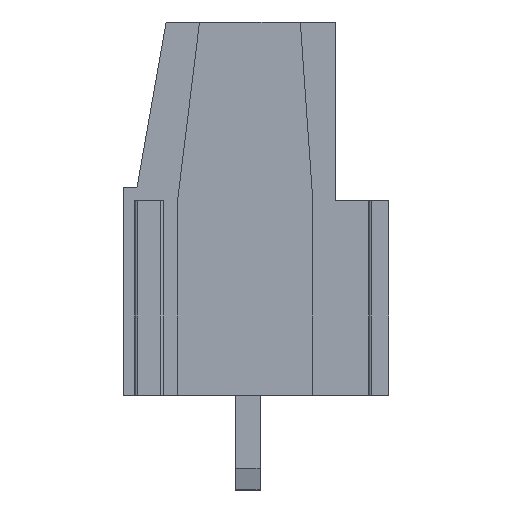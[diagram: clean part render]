
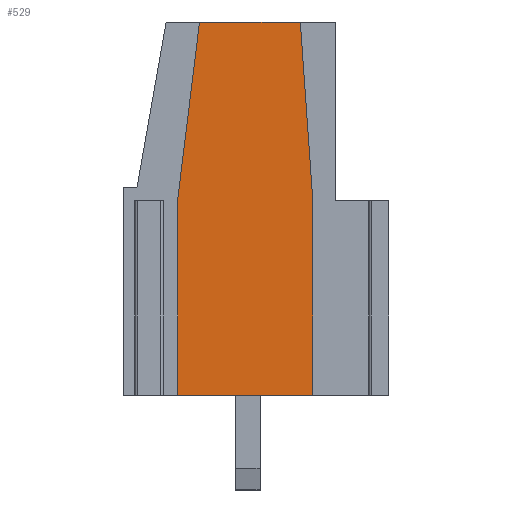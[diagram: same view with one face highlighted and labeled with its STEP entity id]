
A CAD part, left-side view. The second image highlights one B-rep face of the part: STEP entity #529.
In plain terms, the highlighted planar face has unit normal (-1, 0, 0).
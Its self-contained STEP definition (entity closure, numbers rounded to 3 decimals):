
#529 = ADVANCED_FACE( '', ( #1039 ), #1040, .F. );
#1039 = FACE_OUTER_BOUND( '', #1547, .T. );
#1040 = PLANE( '', #1548 );
#1547 = EDGE_LOOP( '', ( #2932, #2933, #2934, #2935, #2936, #2937 ) );
#1548 = AXIS2_PLACEMENT_3D( '', #2938, #2939, #2940 );
#2932 = ORIENTED_EDGE( '', *, *, #3807, .T. );
#2933 = ORIENTED_EDGE( '', *, *, #3494, .F. );
#2934 = ORIENTED_EDGE( '', *, *, #3753, .F. );
#2935 = ORIENTED_EDGE( '', *, *, #3780, .F. );
#2936 = ORIENTED_EDGE( '', *, *, #3455, .T. );
#2937 = ORIENTED_EDGE( '', *, *, #3768, .T. );
#2938 = CARTESIAN_POINT( '', ( -3.05, 19.914, -5.23 ) );
#2939 = DIRECTION( '', ( 1., 0., 0. ) );
#2940 = DIRECTION( '', ( 0., 1., 0. ) );
#3455 = EDGE_CURVE( '', #4266, #4264, #4267, .T. );
#3494 = EDGE_CURVE( '', #4325, #4327, #4328, .T. );
#3753 = EDGE_CURVE( '', #4684, #4325, #4686, .T. );
#3768 = EDGE_CURVE( '', #4264, #4700, #4702, .T. );
#3780 = EDGE_CURVE( '', #4266, #4684, #4715, .T. );
#3807 = EDGE_CURVE( '', #4700, #4327, #4745, .T. );
#4264 = VERTEX_POINT( '', #5398 );
#4266 = VERTEX_POINT( '', #5401 );
#4267 = LINE( '', #5402, #5403 );
#4325 = VERTEX_POINT( '', #5488 );
#4327 = VERTEX_POINT( '', #5491 );
#4328 = LINE( '', #5492, #5493 );
#4684 = VERTEX_POINT( '', #6016 );
#4686 = LINE( '', #6019, #6020 );
#4700 = VERTEX_POINT( '', #6040 );
#4702 = LINE( '', #6043, #6044 );
#4715 = LINE( '', #6061, #6062 );
#4745 = LINE( '', #6107, #6108 );
#5398 = CARTESIAN_POINT( '', ( -3.05, -6.538, 13.8 ) );
#5401 = CARTESIAN_POINT( '', ( -3.05, -7., 7.2 ) );
#5402 = CARTESIAN_POINT( '', ( -3.05, -8.308, -11.5 ) );
#5403 = VECTOR( '', #6377, 1000. );
#5488 = CARTESIAN_POINT( '', ( -3.05, -2., 0. ) );
#5491 = CARTESIAN_POINT( '', ( -3.05, -2., 7.2 ) );
#5492 = CARTESIAN_POINT( '', ( -3.05, -2., -11.5 ) );
#5493 = VECTOR( '', #6409, 1000. );
#6016 = CARTESIAN_POINT( '', ( -3.05, -7., 0. ) );
#6019 = CARTESIAN_POINT( '', ( -3.05, 0., 0. ) );
#6020 = VECTOR( '', #6632, 1000. );
#6040 = CARTESIAN_POINT( '', ( -3.05, -2.81, 13.8 ) );
#6043 = CARTESIAN_POINT( '', ( -3.05, 0., 13.8 ) );
#6044 = VECTOR( '', #6643, 1000. );
#6061 = CARTESIAN_POINT( '', ( -3.05, -7., -11.5 ) );
#6062 = VECTOR( '', #6654, 1000. );
#6107 = CARTESIAN_POINT( '', ( -3.05, 0.296, -11.5 ) );
#6108 = VECTOR( '', #6670, 1000. );
#6377 = DIRECTION( '', ( 0., 0.07, 0.998 ) );
#6409 = DIRECTION( '', ( 0., 0., 1. ) );
#6632 = DIRECTION( '', ( 0., 1., 0. ) );
#6643 = DIRECTION( '', ( 0., 1., 0. ) );
#6654 = DIRECTION( '', ( 0., 0., -1. ) );
#6670 = DIRECTION( '', ( 0., 0.122, -0.993 ) );
